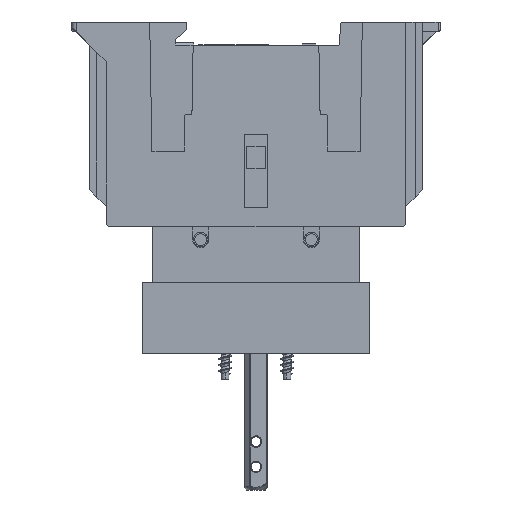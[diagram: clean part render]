
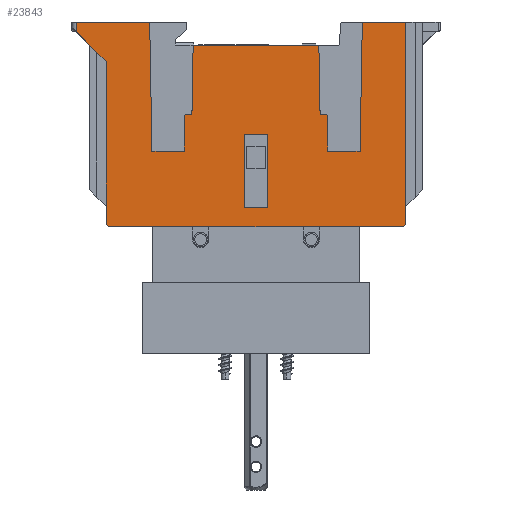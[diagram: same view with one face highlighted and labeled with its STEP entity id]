
A CAD part, left-side view. The second image highlights one B-rep face of the part: STEP entity #23843.
In plain terms, the highlighted face is planar.
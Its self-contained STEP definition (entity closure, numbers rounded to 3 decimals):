
#2432=DIRECTION('',(0.,0.,1.));
#2433=VECTOR('',#2432,63.);
#2434=CARTESIAN_POINT('',(18.,44.4,-31.5));
#2435=LINE('',#2434,#2433);
#3321=DIRECTION('',(0.,0.,-1.));
#3322=VECTOR('',#3321,5.);
#3323=CARTESIAN_POINT('',(18.,24.4,2.5));
#3324=LINE('',#3323,#3322);
#3325=DIRECTION('',(0.,1.,0.));
#3326=VECTOR('',#3325,15.9);
#3327=CARTESIAN_POINT('',(18.,24.4,-2.5));
#3328=LINE('',#3327,#3326);
#3329=DIRECTION('',(0.,0.,1.));
#3330=VECTOR('',#3329,5.);
#3331=CARTESIAN_POINT('',(18.,40.3,-2.5));
#3332=LINE('',#3331,#3330);
#3333=DIRECTION('',(0.,-1.,0.));
#3334=VECTOR('',#3333,15.9);
#3335=CARTESIAN_POINT('',(18.,40.3,2.5));
#3336=LINE('',#3335,#3334);
#3337=DIRECTION('',(0.,1.,0.));
#3338=VECTOR('',#3337,34.8);
#3339=CARTESIAN_POINT('',(18.,8.6,-32.5));
#3340=LINE('',#3339,#3338);
#3341=DIRECTION('',(0.,-0.707,-0.707));
#3342=VECTOR('',#3341,9.192);
#3343=CARTESIAN_POINT('',(18.,8.6,-32.5));
#3344=LINE('',#3343,#3342);
#3345=DIRECTION('',(0.,0.,1.));
#3346=VECTOR('',#3345,15.946);
#3347=CARTESIAN_POINT('',(18.,0.,-39.));
#3348=LINE('',#3347,#3346);
#3349=DIRECTION('',(0.,0.,-1.));
#3350=VECTOR('',#3349,7.03);
#3351=CARTESIAN_POINT('',(18.,28.,-15.535));
#3352=LINE('',#3351,#3350);
#3353=DIRECTION('',(0.,0.,-1.));
#3354=VECTOR('',#3353,1.5);
#3355=CARTESIAN_POINT('',(18.,20.,-13.895));
#3356=LINE('',#3355,#3354);
#3357=DIRECTION('',(0.,1.,-0.017));
#3358=VECTOR('',#3357,15.002);
#3359=CARTESIAN_POINT('',(18.,5.,-13.633));
#3360=LINE('',#3359,#3358);
#3361=DIRECTION('',(0.,0.,-1.));
#3362=VECTOR('',#3361,27.267);
#3363=CARTESIAN_POINT('',(18.,5.,13.633));
#3364=LINE('',#3363,#3362);
#3365=DIRECTION('',(0.,1.,0.017));
#3366=VECTOR('',#3365,15.002);
#3367=CARTESIAN_POINT('',(18.,5.,13.633));
#3368=LINE('',#3367,#3366);
#3369=DIRECTION('',(0.,0.,1.));
#3370=VECTOR('',#3369,1.5);
#3371=CARTESIAN_POINT('',(18.,20.,13.895));
#3372=LINE('',#3371,#3370);
#3373=DIRECTION('',(0.,0.,1.));
#3374=VECTOR('',#3373,7.03);
#3375=CARTESIAN_POINT('',(18.,28.,15.535));
#3376=LINE('',#3375,#3374);
#3377=DIRECTION('',(0.,0.,-1.));
#3378=VECTOR('',#3377,9.446);
#3379=CARTESIAN_POINT('',(18.,0.,32.5));
#3380=LINE('',#3379,#3378);
#3381=DIRECTION('',(0.,-1.,0.));
#3382=VECTOR('',#3381,43.4);
#3383=CARTESIAN_POINT('',(18.,43.4,32.5));
#3384=LINE('',#3383,#3382);
#3469=CARTESIAN_POINT('',(18.,43.4,-31.5));
#3470=DIRECTION('',(1.,0.,0.));
#3471=DIRECTION('',(0.,0.,-1.));
#3472=AXIS2_PLACEMENT_3D('',#3469,#3470,#3471);
#7581=CARTESIAN_POINT('',(18.,43.4,31.5));
#7582=DIRECTION('',(1.,0.,0.));
#7583=DIRECTION('',(0.,1.,0.));
#7584=AXIS2_PLACEMENT_3D('',#7581,#7582,#7583);
#9173=DIRECTION('',(0.,-1.,0.));
#9174=VECTOR('',#9173,2.1);
#9175=CARTESIAN_POINT('',(18.,2.1,-39.));
#9176=LINE('',#9175,#9174);
#9185=DIRECTION('',(0.,-1.,-0.017));
#9186=VECTOR('',#9185,28.004);
#9187=CARTESIAN_POINT('',(18.,28.,-22.565));
#9188=LINE('',#9187,#9186);
#9217=DIRECTION('',(0.,1.,-0.017));
#9218=VECTOR('',#9217,8.001);
#9219=CARTESIAN_POINT('',(18.,20.,-15.395));
#9220=LINE('',#9219,#9218);
#11832=DIRECTION('',(0.,1.,-0.017));
#11833=VECTOR('',#11832,28.004);
#11834=CARTESIAN_POINT('',(18.,0.,23.054));
#11835=LINE('',#11834,#11833);
#11856=DIRECTION('',(0.,-1.,-0.017));
#11857=VECTOR('',#11856,8.001);
#11858=CARTESIAN_POINT('',(18.,28.,15.535));
#11859=LINE('',#11858,#11857);
#14813=CARTESIAN_POINT('',(18.,0.,-23.054));
#14815=VERTEX_POINT('',#14813);
#14820=CARTESIAN_POINT('',(18.,28.,-15.535));
#14821=CARTESIAN_POINT('',(18.,28.,-22.565));
#14822=VERTEX_POINT('',#14820);
#14823=VERTEX_POINT('',#14821);
#14828=CARTESIAN_POINT('',(18.,5.,-13.633));
#14829=CARTESIAN_POINT('',(18.,20.,-13.895));
#14830=VERTEX_POINT('',#14828);
#14831=VERTEX_POINT('',#14829);
#14832=CARTESIAN_POINT('',(18.,20.,-15.395));
#14833=VERTEX_POINT('',#14832);
#14848=CARTESIAN_POINT('',(18.,0.,23.054));
#14849=VERTEX_POINT('',#14848);
#14852=CARTESIAN_POINT('',(18.,0.,32.5));
#14853=VERTEX_POINT('',#14852);
#14858=CARTESIAN_POINT('',(18.,28.,15.535));
#14859=CARTESIAN_POINT('',(18.,28.,22.565));
#14860=VERTEX_POINT('',#14858);
#14861=VERTEX_POINT('',#14859);
#14866=CARTESIAN_POINT('',(18.,5.,13.633));
#14867=CARTESIAN_POINT('',(18.,20.,13.895));
#14868=VERTEX_POINT('',#14866);
#14869=VERTEX_POINT('',#14867);
#14870=CARTESIAN_POINT('',(18.,20.,15.395));
#14871=VERTEX_POINT('',#14870);
#15148=CARTESIAN_POINT('',(18.,8.6,-32.5));
#15149=VERTEX_POINT('',#15148);
#15160=CARTESIAN_POINT('',(18.,24.4,2.5));
#15161=CARTESIAN_POINT('',(18.,24.4,-2.5));
#15162=VERTEX_POINT('',#15160);
#15163=VERTEX_POINT('',#15161);
#15164=CARTESIAN_POINT('',(18.,40.3,-2.5));
#15165=VERTEX_POINT('',#15164);
#15166=CARTESIAN_POINT('',(18.,40.3,2.5));
#15167=VERTEX_POINT('',#15166);
#15720=CARTESIAN_POINT('',(18.,43.4,-32.5));
#15722=VERTEX_POINT('',#15720);
#15724=CARTESIAN_POINT('',(18.,44.4,-31.5));
#15725=VERTEX_POINT('',#15724);
#15752=CARTESIAN_POINT('',(18.,43.4,32.5));
#15753=VERTEX_POINT('',#15752);
#17598=CARTESIAN_POINT('',(18.,2.1,-39.));
#17599=CARTESIAN_POINT('',(18.,0.,-39.));
#17600=VERTEX_POINT('',#17598);
#17601=VERTEX_POINT('',#17599);
#19264=CARTESIAN_POINT('',(18.,44.4,31.5));
#19266=VERTEX_POINT('',#19264);
#23791=CARTESIAN_POINT('',(18.,0.,0.));
#23792=DIRECTION('',(1.,0.,0.));
#23793=DIRECTION('',(0.,0.,-1.));
#23794=AXIS2_PLACEMENT_3D('',#23791,#23792,#23793);
#23795=PLANE('',#23794);
#23796=ORIENTED_EDGE('',*,*,#22605,.F.);
#23798=ORIENTED_EDGE('',*,*,#23797,.F.);
#23799=ORIENTED_EDGE('',*,*,#21391,.F.);
#23801=ORIENTED_EDGE('',*,*,#23800,.T.);
#23803=ORIENTED_EDGE('',*,*,#23802,.T.);
#23804=ORIENTED_EDGE('',*,*,#22028,.T.);
#23806=ORIENTED_EDGE('',*,*,#23805,.F.);
#23808=ORIENTED_EDGE('',*,*,#23807,.F.);
#23810=ORIENTED_EDGE('',*,*,#23809,.F.);
#23812=ORIENTED_EDGE('',*,*,#23811,.F.);
#23814=ORIENTED_EDGE('',*,*,#23813,.F.);
#23816=ORIENTED_EDGE('',*,*,#23815,.F.);
#23818=ORIENTED_EDGE('',*,*,#23817,.T.);
#23820=ORIENTED_EDGE('',*,*,#23819,.T.);
#23822=ORIENTED_EDGE('',*,*,#23821,.F.);
#23824=ORIENTED_EDGE('',*,*,#23823,.T.);
#23826=ORIENTED_EDGE('',*,*,#23825,.F.);
#23827=ORIENTED_EDGE('',*,*,#19419,.F.);
#23828=ORIENTED_EDGE('',*,*,#19573,.F.);
#23830=ORIENTED_EDGE('',*,*,#23829,.F.);
#23831=EDGE_LOOP('',(#23796,#23798,#23799,#23801,#23803,#23804,#23806,#23808,
#23810,#23812,#23814,#23816,#23818,#23820,#23822,#23824,#23826,#23827,#23828,
#23830));
#23832=FACE_OUTER_BOUND('',#23831,.F.);
#23834=ORIENTED_EDGE('',*,*,#23833,.T.);
#23836=ORIENTED_EDGE('',*,*,#23835,.T.);
#23838=ORIENTED_EDGE('',*,*,#23837,.T.);
#23840=ORIENTED_EDGE('',*,*,#23839,.T.);
#23841=EDGE_LOOP('',(#23834,#23836,#23838,#23840));
#23842=FACE_BOUND('',#23841,.F.);
#23843=ADVANCED_FACE('',(#23832,#23842),#23795,.T.);
#3473=CIRCLE('',#3472,1.);
#7585=CIRCLE('',#7584,1.);
#19419=EDGE_CURVE('',#14853,#14849,#3380,.T.);
#19573=EDGE_CURVE('',#15753,#14853,#3384,.T.);
#21391=EDGE_CURVE('',#15149,#15722,#3340,.T.);
#22028=EDGE_CURVE('',#17601,#14815,#3348,.T.);
#22605=EDGE_CURVE('',#15725,#19266,#2435,.T.);
#23797=EDGE_CURVE('',#15722,#15725,#3473,.T.);
#23800=EDGE_CURVE('',#15149,#17600,#3344,.T.);
#23802=EDGE_CURVE('',#17600,#17601,#9176,.T.);
#23805=EDGE_CURVE('',#14823,#14815,#9188,.T.);
#23807=EDGE_CURVE('',#14822,#14823,#3352,.T.);
#23809=EDGE_CURVE('',#14833,#14822,#9220,.T.);
#23811=EDGE_CURVE('',#14831,#14833,#3356,.T.);
#23813=EDGE_CURVE('',#14830,#14831,#3360,.T.);
#23815=EDGE_CURVE('',#14868,#14830,#3364,.T.);
#23817=EDGE_CURVE('',#14868,#14869,#3368,.T.);
#23819=EDGE_CURVE('',#14869,#14871,#3372,.T.);
#23821=EDGE_CURVE('',#14860,#14871,#11859,.T.);
#23823=EDGE_CURVE('',#14860,#14861,#3376,.T.);
#23825=EDGE_CURVE('',#14849,#14861,#11835,.T.);
#23829=EDGE_CURVE('',#19266,#15753,#7585,.T.);
#23833=EDGE_CURVE('',#15162,#15163,#3324,.T.);
#23835=EDGE_CURVE('',#15163,#15165,#3328,.T.);
#23837=EDGE_CURVE('',#15165,#15167,#3332,.T.);
#23839=EDGE_CURVE('',#15167,#15162,#3336,.T.);
